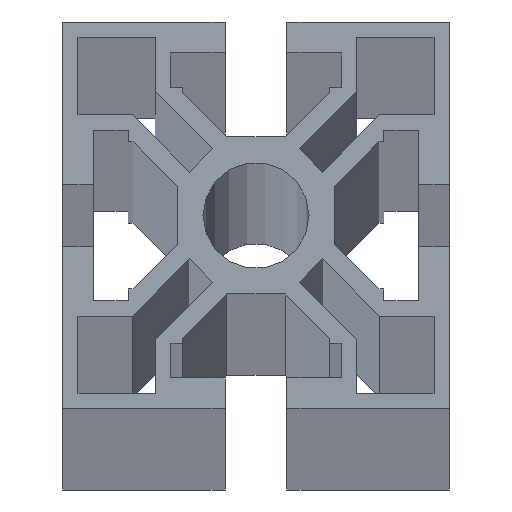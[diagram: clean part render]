
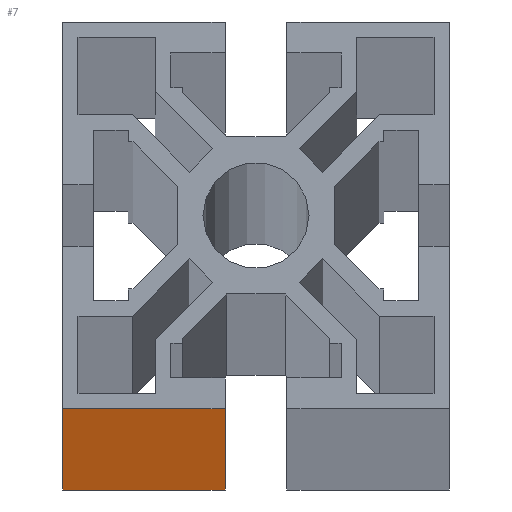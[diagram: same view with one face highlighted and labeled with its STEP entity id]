
A CAD part, top view. The second image highlights one B-rep face of the part: STEP entity #7.
In plain terms, the highlighted planar face has unit normal (0, -1, 0).
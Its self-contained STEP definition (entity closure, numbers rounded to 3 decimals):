
#7 = ADVANCED_FACE ( 'NONE', ( #2910 ), #621, .T. ) ;
#103 = VERTEX_POINT ( 'NONE', #1217 ) ;
#125 = VERTEX_POINT ( 'NONE', #1808 ) ;
#282 = CARTESIAN_POINT ( 'NONE',  ( -25., -25., -6000. ) ) ;
#300 = CARTESIAN_POINT ( 'NONE',  ( -4., -25., 0. ) ) ;
#613 = DIRECTION ( 'NONE',  ( 0., 0., -1. ) ) ;
#614 = DIRECTION ( 'NONE',  ( 0., -1., 0. ) ) ;
#615 = CARTESIAN_POINT ( 'NONE',  ( -25., -25., 0. ) ) ;
#621 = PLANE ( 'NONE',  #708 ) ;
#673 = VECTOR ( 'NONE', #1007, 1000. ) ;
#675 = LINE ( 'NONE', #1006, #673 ) ;
#708 = AXIS2_PLACEMENT_3D ( 'NONE', #615, #614, #613 ) ;
#945 = VECTOR ( 'NONE', #1097, 1000. ) ;
#946 = LINE ( 'NONE', #1096, #945 ) ;
#950 = VECTOR ( 'NONE', #1093, 1000. ) ;
#951 = LINE ( 'NONE', #1092, #950 ) ;
#988 = CARTESIAN_POINT ( 'NONE',  ( 0., -25., 0. ) ) ;
#989 = DIRECTION ( 'NONE',  ( 1., 0., 0. ) ) ;
#1006 = CARTESIAN_POINT ( 'NONE',  ( 0., -25., -6000. ) ) ;
#1007 = DIRECTION ( 'NONE',  ( 1., 0., 0. ) ) ;
#1092 = CARTESIAN_POINT ( 'NONE',  ( -25., -25., -3000. ) ) ;
#1093 = DIRECTION ( 'NONE',  ( 0., 0., -1. ) ) ;
#1096 = CARTESIAN_POINT ( 'NONE',  ( -4., -25., -3000. ) ) ;
#1097 = DIRECTION ( 'NONE',  ( 0., 0., -1. ) ) ;
#1217 = CARTESIAN_POINT ( 'NONE',  ( -25., -25., 0. ) ) ;
#1371 = VERTEX_POINT ( 'NONE', #282 ) ;
#1389 = VERTEX_POINT ( 'NONE', #300 ) ;
#1532 = EDGE_CURVE ( 'NONE', #103, #1389, #2031, .T. ) ;
#1541 = EDGE_CURVE ( 'NONE', #1371, #125, #675, .T. ) ;
#1584 = EDGE_CURVE ( 'NONE', #103, #1371, #951, .T. ) ;
#1586 = EDGE_CURVE ( 'NONE', #1389, #125, #946, .T. ) ;
#1808 = CARTESIAN_POINT ( 'NONE',  ( -4., -25., -6000. ) ) ;
#2030 = VECTOR ( 'NONE', #989, 1000. ) ;
#2031 = LINE ( 'NONE', #988, #2030 ) ;
#2411 = ORIENTED_EDGE ( 'NONE', *, *, #1541, .T. ) ;
#2413 = ORIENTED_EDGE ( 'NONE', *, *, #1584, .T. ) ;
#2414 = ORIENTED_EDGE ( 'NONE', *, *, #1586, .F. ) ;
#2416 = ORIENTED_EDGE ( 'NONE', *, *, #1532, .F. ) ;
#2757 = EDGE_LOOP ( 'NONE', ( #2411, #2414, #2416, #2413 ) ) ;
#2910 = FACE_OUTER_BOUND ( 'NONE', #2757, .T. ) ;
